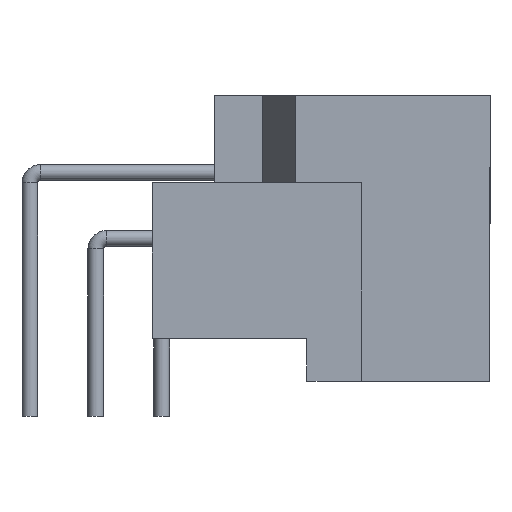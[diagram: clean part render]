
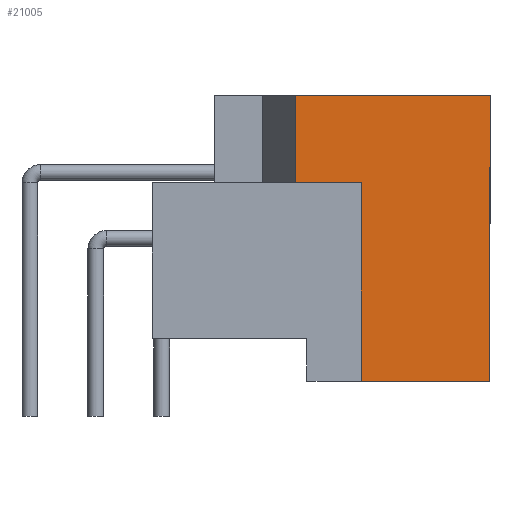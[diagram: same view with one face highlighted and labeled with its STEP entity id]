
A CAD part, front view. The second image highlights one B-rep face of the part: STEP entity #21005.
In plain terms, the highlighted free-form (B-spline) face has degree [1, 1] with [2, 2] control points.
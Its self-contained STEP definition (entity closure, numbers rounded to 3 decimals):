
#20262=CARTESIAN_POINT('',(7.69,-83.12,6.));
#20263=VERTEX_POINT('',#20262);
#20269=CARTESIAN_POINT('',(5.138,-83.12,6.));
#20270=VERTEX_POINT('',#20269);
#20271=CARTESIAN_POINT('',(5.138,-83.12,6.));
#20272=CARTESIAN_POINT('',(7.69,-83.12,6.));
#20273=QUASI_UNIFORM_CURVE('',1,(#20271,#20272),.UNSPECIFIED.,.F.,.U.);
#20274=EDGE_CURVE('',#20270,#20263,#20273,.T.);
#20293=CARTESIAN_POINT('',(5.138,-83.12,9.35));
#20294=VERTEX_POINT('',#20293);
#20295=CARTESIAN_POINT('',(5.138,-83.12,9.35));
#20296=CARTESIAN_POINT('',(5.138,-83.12,6.));
#20297=B_SPLINE_CURVE_WITH_KNOTS('',1,(#20295,#20296),.UNSPECIFIED.,.F.,.U.,(2,2),(3.438,4.519),.UNSPECIFIED.);
#20298=EDGE_CURVE('',#20294,#20270,#20297,.T.);
#20937=CARTESIAN_POINT('',(12.64,-83.12,9.35));
#20938=VERTEX_POINT('',#20937);
#20939=CARTESIAN_POINT('',(12.64,-83.12,-1.65));
#20940=VERTEX_POINT('',#20939);
#20941=CARTESIAN_POINT('',(12.64,-83.12,9.35));
#20942=CARTESIAN_POINT('',(12.64,-83.12,-1.65));
#20943=QUASI_UNIFORM_CURVE('',1,(#20941,#20942),.UNSPECIFIED.,.F.,.U.);
#20944=EDGE_CURVE('',#20938,#20940,#20943,.T.);
#20978=CARTESIAN_POINT('',(13.17,-83.12,-2.2));
#20979=CARTESIAN_POINT('',(13.17,-83.12,9.9));
#20980=CARTESIAN_POINT('',(1.51,-83.12,-2.2));
#20981=CARTESIAN_POINT('',(1.51,-83.12,9.9));
#20982=QUASI_UNIFORM_SURFACE('',1,1,((#20978,#20980),(#20979,#20981)),.UNSPECIFIED.,.F.,.F.,.U.);
#20983=CARTESIAN_POINT('',(7.69,-83.12,-1.65));
#20984=VERTEX_POINT('',#20983);
#20985=CARTESIAN_POINT('',(7.69,-83.12,6.));
#20986=CARTESIAN_POINT('',(7.69,-83.12,-1.65));
#20987=QUASI_UNIFORM_CURVE('',1,(#20985,#20986),.UNSPECIFIED.,.F.,.U.);
#20988=EDGE_CURVE('',#20263,#20984,#20987,.T.);
#20989=ORIENTED_EDGE('',*,*,#20988,.T.);
#20990=CARTESIAN_POINT('',(12.64,-83.12,-1.65));
#20991=CARTESIAN_POINT('',(7.69,-83.12,-1.65));
#20992=B_SPLINE_CURVE_WITH_KNOTS('',1,(#20990,#20991),.UNSPECIFIED.,.F.,.U.,(2,2),(0.0,0.702),.UNSPECIFIED.);
#20993=EDGE_CURVE('',#20940,#20984,#20992,.T.);
#20994=ORIENTED_EDGE('',*,*,#20993,.F.);
#20995=ORIENTED_EDGE('',*,*,#20944,.F.);
#20996=CARTESIAN_POINT('',(5.138,-83.12,9.35));
#20997=CARTESIAN_POINT('',(12.64,-83.12,9.35));
#20998=B_SPLINE_CURVE_WITH_KNOTS('',1,(#20996,#20997),.UNSPECIFIED.,.F.,.U.,(2,2),(0.292,1.0),.UNSPECIFIED.);
#20999=EDGE_CURVE('',#20294,#20938,#20998,.T.);
#21000=ORIENTED_EDGE('',*,*,#20999,.F.);
#21001=ORIENTED_EDGE('',*,*,#20298,.T.);
#21002=ORIENTED_EDGE('',*,*,#20274,.T.);
#21003=EDGE_LOOP('',(#20989,#20994,#20995,#21000,#21001,#21002));
#21004=FACE_OUTER_BOUND('',#21003,.T.);
#21005=ADVANCED_FACE('',(#21004),#20982,.T.);
